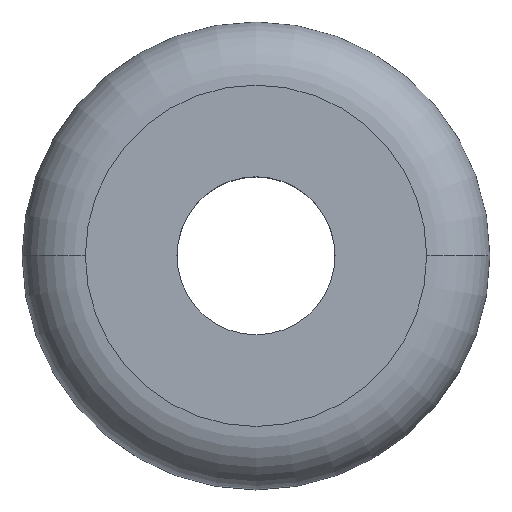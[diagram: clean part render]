
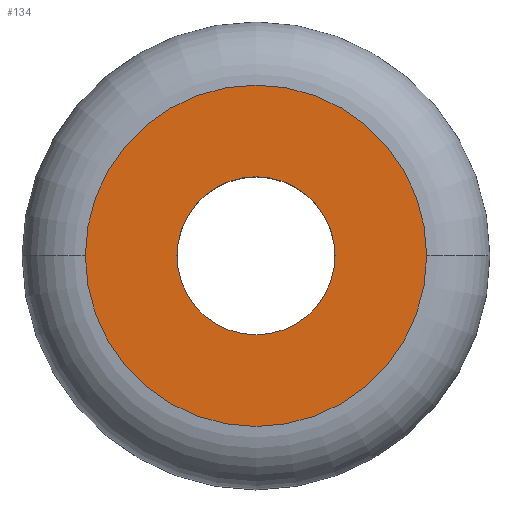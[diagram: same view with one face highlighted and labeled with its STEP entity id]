
A CAD part, top view. The second image highlights one B-rep face of the part: STEP entity #134.
In plain terms, the highlighted planar face has unit normal (0, 0, 1).
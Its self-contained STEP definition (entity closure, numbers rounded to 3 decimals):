
#12 = CARTESIAN_POINT ( 'NONE',  ( -27., 0., 37. ) ) ;
#18 = DIRECTION ( 'NONE',  ( 1., 0., 0. ) ) ;
#30 = DIRECTION ( 'NONE',  ( 0., 0., 1. ) ) ;
#36 = CARTESIAN_POINT ( 'NONE',  ( -12.5, 0., 37. ) ) ;
#47 = DIRECTION ( 'NONE',  ( 0., 0., 1. ) ) ;
#61 = VERTEX_POINT ( 'NONE', #36 ) ;
#81 = DIRECTION ( 'NONE',  ( 1., 0., 0. ) ) ;
#82 = ORIENTED_EDGE ( 'NONE', *, *, #107, .T. ) ;
#88 = EDGE_LOOP ( 'NONE', ( #82, #228 ) ) ;
#91 = VERTEX_POINT ( 'NONE', #96 ) ;
#96 = CARTESIAN_POINT ( 'NONE',  ( 27., 0., 37. ) ) ;
#104 = CARTESIAN_POINT ( 'NONE',  ( 0., 0., 37. ) ) ;
#107 = EDGE_CURVE ( 'NONE', #91, #118, #223, .T. ) ;
#109 = DIRECTION ( 'NONE',  ( 0., 0., 1. ) ) ;
#118 = VERTEX_POINT ( 'NONE', #12 ) ;
#125 = FACE_BOUND ( 'NONE', #182, .T. ) ;
#129 = DIRECTION ( 'NONE',  ( 0., 0., 1. ) ) ;
#131 = PLANE ( 'NONE',  #303 ) ;
#132 = AXIS2_PLACEMENT_3D ( 'NONE', #290, #30, #150 ) ;
#134 = ADVANCED_FACE ( 'NONE', ( #125, #242 ), #131, .T. ) ;
#145 = EDGE_CURVE ( 'NONE', #61, #369, #350, .T. ) ;
#150 = DIRECTION ( 'NONE',  ( 1., 0., 0. ) ) ;
#168 = CARTESIAN_POINT ( 'NONE',  ( 0., 0., 37. ) ) ;
#182 = EDGE_LOOP ( 'NONE', ( #343, #320 ) ) ;
#188 = CIRCLE ( 'NONE', #217, 12.5 ) ;
#195 = DIRECTION ( 'NONE',  ( 0., 0., 1. ) ) ;
#210 = AXIS2_PLACEMENT_3D ( 'NONE', #211, #129, #326 ) ;
#211 = CARTESIAN_POINT ( 'NONE',  ( 0., 0., 37. ) ) ;
#217 = AXIS2_PLACEMENT_3D ( 'NONE', #168, #47, #81 ) ;
#221 = DIRECTION ( 'NONE',  ( 1., 0., 0. ) ) ;
#222 = CARTESIAN_POINT ( 'NONE',  ( 0., 0., 37. ) ) ;
#223 = CIRCLE ( 'NONE', #210, 27. ) ;
#228 = ORIENTED_EDGE ( 'NONE', *, *, #366, .T. ) ;
#237 = CIRCLE ( 'NONE', #132, 27. ) ;
#239 = EDGE_CURVE ( 'NONE', #369, #61, #188, .T. ) ;
#241 = AXIS2_PLACEMENT_3D ( 'NONE', #222, #109, #18 ) ;
#242 = FACE_OUTER_BOUND ( 'NONE', #88, .T. ) ;
#259 = CARTESIAN_POINT ( 'NONE',  ( 12.5, 0., 37. ) ) ;
#290 = CARTESIAN_POINT ( 'NONE',  ( 0., 0., 37. ) ) ;
#303 = AXIS2_PLACEMENT_3D ( 'NONE', #104, #195, #221 ) ;
#320 = ORIENTED_EDGE ( 'NONE', *, *, #145, .F. ) ;
#326 = DIRECTION ( 'NONE',  ( 1., 0., 0. ) ) ;
#343 = ORIENTED_EDGE ( 'NONE', *, *, #239, .F. ) ;
#350 = CIRCLE ( 'NONE', #241, 12.5 ) ;
#366 = EDGE_CURVE ( 'NONE', #118, #91, #237, .T. ) ;
#369 = VERTEX_POINT ( 'NONE', #259 ) ;
